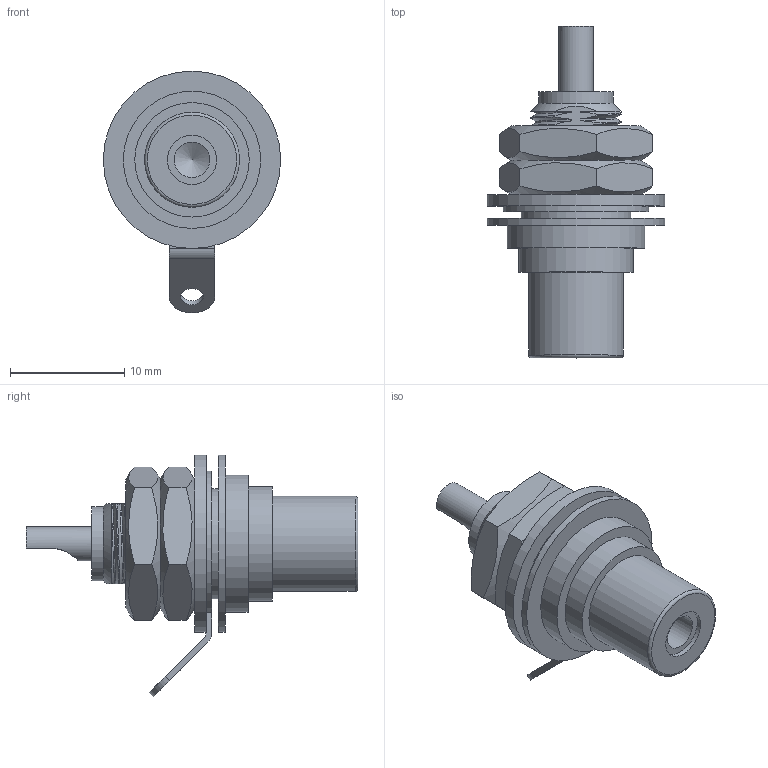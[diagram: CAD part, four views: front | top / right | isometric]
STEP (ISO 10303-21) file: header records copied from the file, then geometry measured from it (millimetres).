
FILE_DESCRIPTION(/* description */ (''),/* implementation_level */ '2;1');
FILE_NAME(/* name */ 'Rean NYS 367.step',/* time_stamp */ '2021-04-07T19:18:25+02:00',/* author */ (''),/* organization */ (''),/* preprocessor_version */ 'ST-DEVELOPER v18.1',/* originating_system */ 'Autodesk Translation Framework v10.6.0.1341',/* authorisation */ '');
FILE_SCHEMA (('AUTOMOTIVE_DESIGN { 1 0 10303 214 3 1 1 }'));
Length unit declared in the file: millimetre
Products named in the file (5): Rean NYS 367; Housing; Nuts; Washers; Ground Contact
Assembly tree (4 placements, depth 2):
  Rean NYS 367
    Housing
    Nuts
    Washers
    Ground Contact
Bounding box: 15.5 x 29 x 21.13 mm (x, y, z)
Volume: 1807.8 mm3; surface area: 4277.4 mm2
Topology: 9 solids, 9 shells, 236 faces, 610 edges, 403 vertices
Faces by surface type: cylinder 110, bspline 60, plane 56, cone 7, torus 3
Full cylindrical faces by diameter (mm): 2 x2, 3 x2, 3.1 x2, 4 x2, 4.3 x1, 4.6 x3, 6 x2, 6.5 x1, 7.1 x3, 7.283 x4, 8.1 x1, 8.12 x2, 8.3 x1, 9.6 x1, 10 x1, 12 x1, 15.5 x2
Entity records: 11388 total; most frequent: CARTESIAN_POINT 6158, ORIENTED_EDGE 1216, DIRECTION 765, EDGE_CURVE 608, VERTEX_POINT 403, B_SPLINE_CURVE_WITH_KNOTS 277, AXIS2_PLACEMENT_3D 276, EDGE_LOOP 267
